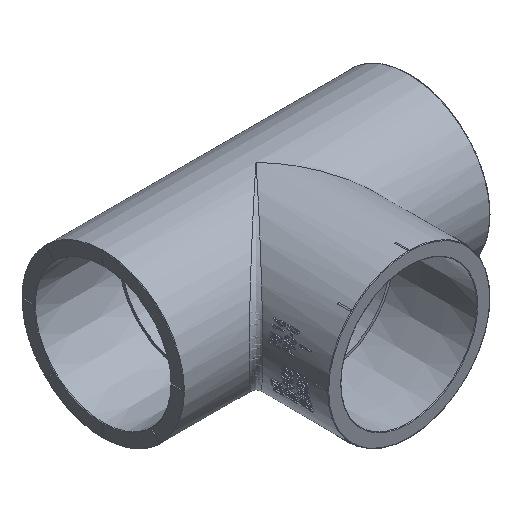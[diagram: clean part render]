
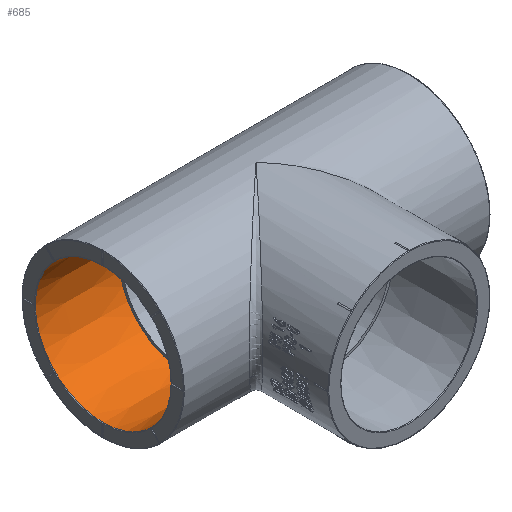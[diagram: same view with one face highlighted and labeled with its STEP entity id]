
A CAD part, isometric view. The second image highlights one B-rep face of the part: STEP entity #685.
In plain terms, the highlighted conical face has half-angle 0.554 degrees and reference radius 25.3 mm.
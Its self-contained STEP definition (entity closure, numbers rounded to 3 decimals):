
#541=CONICAL_SURFACE('',#5964,25.3,0.554);
#685=ADVANCED_FACE('',(#1472,#1473),#541,.F.);
#1171=CIRCLE('',#5962,25.298);
#1172=CIRCLE('',#5963,25.);
#1472=FACE_BOUND('',#1616,.T.);
#1473=FACE_BOUND('',#1617,.T.);
#1616=EDGE_LOOP('',(#2347));
#1617=EDGE_LOOP('',(#2348));
#2347=ORIENTED_EDGE('',*,*,#4683,.T.);
#2348=ORIENTED_EDGE('',*,*,#4684,.F.);
#4089=VERTEX_POINT('',#12895);
#4090=VERTEX_POINT('',#12897);
#4683=EDGE_CURVE('',#4089,#4089,#1171,.T.);
#4684=EDGE_CURVE('',#4090,#4090,#1172,.T.);
#5962=AXIS2_PLACEMENT_3D('',#12894,#6433,#6434);
#5963=AXIS2_PLACEMENT_3D('',#12896,#6435,#6436);
#5964=AXIS2_PLACEMENT_3D('',#12898,#6437,#6438);
#6433=DIRECTION('',(-1.,0.,0.));
#6434=DIRECTION('',(0.,0.,-1.));
#6435=DIRECTION('',(-1.,0.,0.));
#6436=DIRECTION('',(0.,0.,1.));
#6437=DIRECTION('',(-1.,0.,0.));
#6438=DIRECTION('',(0.,0.,1.));
#12894=CARTESIAN_POINT('',(-146.802,0.,-562.));
#12895=CARTESIAN_POINT('',(-146.802,0.,-587.298));
#12896=CARTESIAN_POINT('',(-116.,0.,-562.));
#12897=CARTESIAN_POINT('',(-116.,0.,-537.));
#12898=CARTESIAN_POINT('',(-147.,0.,-562.));
